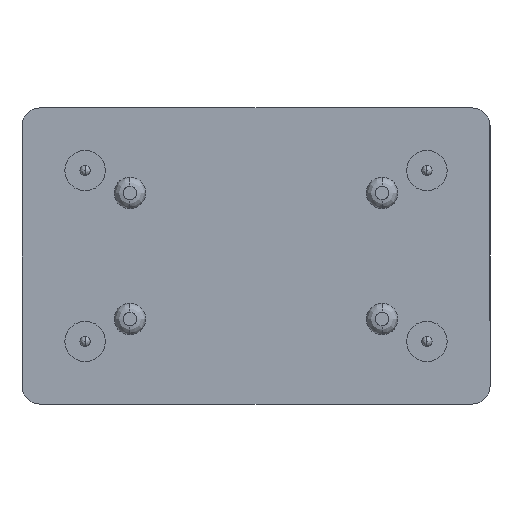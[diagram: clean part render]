
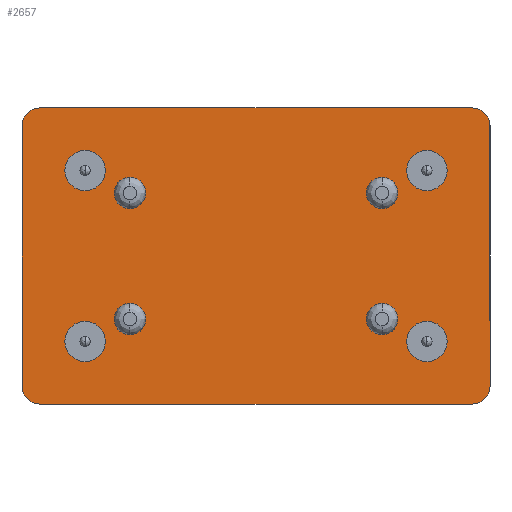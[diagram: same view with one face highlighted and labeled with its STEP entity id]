
A CAD part, front view. The second image highlights one B-rep face of the part: STEP entity #2657.
In plain terms, the highlighted planar face has unit normal (0, -1, 0).
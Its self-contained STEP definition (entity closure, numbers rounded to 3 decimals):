
#6 = EDGE_CURVE ( 'NONE', #1362, #446, #2941, .T. ) ;
#25 = ORIENTED_EDGE ( 'NONE', *, *, #291, .T. ) ;
#31 = CARTESIAN_POINT ( 'NONE',  ( 10.43, 1., -5.8 ) ) ;
#52 = CARTESIAN_POINT ( 'NONE',  ( 9.63, 1., 6.6 ) ) ;
#74 = EDGE_CURVE ( 'NONE', #464, #1974, #1931, .T. ) ;
#114 = CIRCLE ( 'NONE', #760, 0.9 ) ;
#117 = AXIS2_PLACEMENT_3D ( 'NONE', #676, #2604, #142 ) ;
#133 = DIRECTION ( 'NONE',  ( 0., 0., -1. ) ) ;
#142 = DIRECTION ( 'NONE',  ( 0., 0., -1. ) ) ;
#169 = CARTESIAN_POINT ( 'NONE',  ( -9.63, 1., 5.8 ) ) ;
#177 = CARTESIAN_POINT ( 'NONE',  ( 7.62, 1., 4.71 ) ) ;
#192 = DIRECTION ( 'NONE',  ( 0., 1., 0. ) ) ;
#198 = AXIS2_PLACEMENT_3D ( 'NONE', #431, #1574, #1865 ) ;
#236 = EDGE_LOOP ( 'NONE', ( #1004, #586 ) ) ;
#247 = CARTESIAN_POINT ( 'NONE',  ( 7.62, 1., 3.81 ) ) ;
#291 = EDGE_CURVE ( 'NONE', #1974, #464, #1547, .T. ) ;
#293 = CARTESIAN_POINT ( 'NONE',  ( 7.62, 1., 2.91 ) ) ;
#337 = EDGE_CURVE ( 'NONE', #446, #2597, #2138, .T. ) ;
#392 = AXIS2_PLACEMENT_3D ( 'NONE', #169, #2126, #443 ) ;
#414 = AXIS2_PLACEMENT_3D ( 'NONE', #3436, #2583, #970 ) ;
#420 = DIRECTION ( 'NONE',  ( 0., -1., 0. ) ) ;
#431 = CARTESIAN_POINT ( 'NONE',  ( 7.62, 1., -3.81 ) ) ;
#441 = FACE_BOUND ( 'NONE', #1381, .T. ) ;
#443 = DIRECTION ( 'NONE',  ( 0., 0., -1. ) ) ;
#446 = VERTEX_POINT ( 'NONE', #2326 ) ;
#464 = VERTEX_POINT ( 'NONE', #2336 ) ;
#479 = CARTESIAN_POINT ( 'NONE',  ( -7.62, 1., 3.81 ) ) ;
#485 = VERTEX_POINT ( 'NONE', #2617 ) ;
#498 = CARTESIAN_POINT ( 'NONE',  ( -9.63, 1., 6.6 ) ) ;
#516 = VERTEX_POINT ( 'NONE', #2681 ) ;
#529 = EDGE_CURVE ( 'NONE', #3331, #2475, #2471, .T. ) ;
#551 = CARTESIAN_POINT ( 'NONE',  ( -7.62, 1., -3.81 ) ) ;
#557 = CARTESIAN_POINT ( 'NONE',  ( 7.62, 1., 3.81 ) ) ;
#558 = EDGE_CURVE ( 'NONE', #516, #1586, #2213, .T. ) ;
#586 = ORIENTED_EDGE ( 'NONE', *, *, #2022, .T. ) ;
#625 = FACE_BOUND ( 'NONE', #2690, .T. ) ;
#676 = CARTESIAN_POINT ( 'NONE',  ( -9.63, 1., -5.8 ) ) ;
#706 = DIRECTION ( 'NONE',  ( 0., 1., 0. ) ) ;
#734 = CARTESIAN_POINT ( 'NONE',  ( -7.62, 1., -3.81 ) ) ;
#760 = AXIS2_PLACEMENT_3D ( 'NONE', #1802, #706, #133 ) ;
#836 = DIRECTION ( 'NONE',  ( 0., 0., -1. ) ) ;
#875 = ORIENTED_EDGE ( 'NONE', *, *, #3341, .F. ) ;
#896 = AXIS2_PLACEMENT_3D ( 'NONE', #557, #2492, #836 ) ;
#900 = CIRCLE ( 'NONE', #2869, 0.9 ) ;
#912 = DIRECTION ( 'NONE',  ( 1., 0., 0. ) ) ;
#936 = VERTEX_POINT ( 'NONE', #177 ) ;
#970 = DIRECTION ( 'NONE',  ( 0., 0., -1. ) ) ;
#1004 = ORIENTED_EDGE ( 'NONE', *, *, #3037, .T. ) ;
#1046 = DIRECTION ( 'NONE',  ( 0., 0., -1. ) ) ;
#1058 = VERTEX_POINT ( 'NONE', #2001 ) ;
#1102 = CIRCLE ( 'NONE', #198, 0.9 ) ;
#1254 = CARTESIAN_POINT ( 'NONE',  ( -7.62, 1., 4.71 ) ) ;
#1277 = CARTESIAN_POINT ( 'NONE',  ( -10.43, 1., 5.8 ) ) ;
#1304 = AXIS2_PLACEMENT_3D ( 'NONE', #479, #192, #2372 ) ;
#1324 = LINE ( 'NONE', #2812, #3161 ) ;
#1335 = ORIENTED_EDGE ( 'NONE', *, *, #1869, .T. ) ;
#1362 = VERTEX_POINT ( 'NONE', #52 ) ;
#1381 = EDGE_LOOP ( 'NONE', ( #25, #2317 ) ) ;
#1407 = VERTEX_POINT ( 'NONE', #1511 ) ;
#1416 = VECTOR ( 'NONE', #3182, 1000. ) ;
#1511 = CARTESIAN_POINT ( 'NONE',  ( -10.43, 1., -5.8 ) ) ;
#1531 = CIRCLE ( 'NONE', #896, 0.9 ) ;
#1547 = CIRCLE ( 'NONE', #2260, 0.9 ) ;
#1574 = DIRECTION ( 'NONE',  ( 0., 1., 0. ) ) ;
#1586 = VERTEX_POINT ( 'NONE', #498 ) ;
#1627 = EDGE_CURVE ( 'NONE', #2597, #2557, #2713, .T. ) ;
#1630 = DIRECTION ( 'NONE',  ( 0., 0., -1. ) ) ;
#1670 = DIRECTION ( 'NONE',  ( 0., 0., -1. ) ) ;
#1702 = EDGE_LOOP ( 'NONE', ( #1813, #1863 ) ) ;
#1711 = LINE ( 'NONE', #2169, #2988 ) ;
#1725 = AXIS2_PLACEMENT_3D ( 'NONE', #247, #1881, #1046 ) ;
#1726 = FACE_BOUND ( 'NONE', #1702, .T. ) ;
#1802 = CARTESIAN_POINT ( 'NONE',  ( 7.62, 1., -3.81 ) ) ;
#1813 = ORIENTED_EDGE ( 'NONE', *, *, #2513, .T. ) ;
#1858 = FACE_BOUND ( 'NONE', #236, .T. ) ;
#1862 = AXIS2_PLACEMENT_3D ( 'NONE', #734, #2632, #2373 ) ;
#1863 = ORIENTED_EDGE ( 'NONE', *, *, #529, .T. ) ;
#1865 = DIRECTION ( 'NONE',  ( 0., 0., -1. ) ) ;
#1869 = EDGE_CURVE ( 'NONE', #485, #1058, #114, .T. ) ;
#1881 = DIRECTION ( 'NONE',  ( 0., 1., 0. ) ) ;
#1884 = DIRECTION ( 'NONE',  ( 0., 1., 0. ) ) ;
#1896 = CIRCLE ( 'NONE', #1725, 0.9 ) ;
#1903 = ORIENTED_EDGE ( 'NONE', *, *, #3418, .T. ) ;
#1911 = CARTESIAN_POINT ( 'NONE',  ( 9.63, 1., -6.6 ) ) ;
#1931 = CIRCLE ( 'NONE', #1862, 0.9 ) ;
#1974 = VERTEX_POINT ( 'NONE', #3567 ) ;
#1978 = DIRECTION ( 'NONE',  ( 0., 0., -1. ) ) ;
#1986 = ORIENTED_EDGE ( 'NONE', *, *, #6, .F. ) ;
#1997 = AXIS2_PLACEMENT_3D ( 'NONE', #2234, #2253, #2501 ) ;
#2001 = CARTESIAN_POINT ( 'NONE',  ( 7.62, 1., -4.71 ) ) ;
#2022 = EDGE_CURVE ( 'NONE', #936, #3159, #1531, .T. ) ;
#2068 = LINE ( 'NONE', #1277, #1416 ) ;
#2115 = ORIENTED_EDGE ( 'NONE', *, *, #3229, .F. ) ;
#2126 = DIRECTION ( 'NONE',  ( 0., 1., 0. ) ) ;
#2138 = LINE ( 'NONE', #31, #2383 ) ;
#2154 = EDGE_CURVE ( 'NONE', #1407, #2430, #2963, .T. ) ;
#2161 = CARTESIAN_POINT ( 'NONE',  ( -7.62, 1., 3.81 ) ) ;
#2169 = CARTESIAN_POINT ( 'NONE',  ( -9.63, 1., -6.6 ) ) ;
#2183 = ORIENTED_EDGE ( 'NONE', *, *, #2154, .T. ) ;
#2213 = CIRCLE ( 'NONE', #392, 0.8 ) ;
#2223 = DIRECTION ( 'NONE',  ( 0., 1., 0. ) ) ;
#2234 = CARTESIAN_POINT ( 'NONE',  ( 9.63, 1., -5.8 ) ) ;
#2253 = DIRECTION ( 'NONE',  ( 0., 1., 0. ) ) ;
#2260 = AXIS2_PLACEMENT_3D ( 'NONE', #551, #2223, #1670 ) ;
#2317 = ORIENTED_EDGE ( 'NONE', *, *, #74, .T. ) ;
#2326 = CARTESIAN_POINT ( 'NONE',  ( 10.43, 1., 5.8 ) ) ;
#2336 = CARTESIAN_POINT ( 'NONE',  ( -7.62, 1., -2.91 ) ) ;
#2350 = ORIENTED_EDGE ( 'NONE', *, *, #3478, .F. ) ;
#2369 = CARTESIAN_POINT ( 'NONE',  ( -9.63, 1., -6.6 ) ) ;
#2372 = DIRECTION ( 'NONE',  ( 0., 0., -1. ) ) ;
#2373 = DIRECTION ( 'NONE',  ( 0., 0., -1. ) ) ;
#2383 = VECTOR ( 'NONE', #1978, 1000. ) ;
#2399 = ORIENTED_EDGE ( 'NONE', *, *, #337, .F. ) ;
#2418 = DIRECTION ( 'NONE',  ( -1., 0., 0. ) ) ;
#2430 = VERTEX_POINT ( 'NONE', #2369 ) ;
#2471 = CIRCLE ( 'NONE', #1304, 0.9 ) ;
#2475 = VERTEX_POINT ( 'NONE', #2615 ) ;
#2492 = DIRECTION ( 'NONE',  ( 0., 1., 0. ) ) ;
#2501 = DIRECTION ( 'NONE',  ( 0., 0., -1. ) ) ;
#2513 = EDGE_CURVE ( 'NONE', #2475, #3331, #900, .T. ) ;
#2557 = VERTEX_POINT ( 'NONE', #1911 ) ;
#2583 = DIRECTION ( 'NONE',  ( 0., 1., 0. ) ) ;
#2592 = PLANE ( 'NONE',  #3521 ) ;
#2597 = VERTEX_POINT ( 'NONE', #2822 ) ;
#2604 = DIRECTION ( 'NONE',  ( 0., -1., 0. ) ) ;
#2615 = CARTESIAN_POINT ( 'NONE',  ( -7.62, 1., 2.91 ) ) ;
#2617 = CARTESIAN_POINT ( 'NONE',  ( 7.62, 1., -2.91 ) ) ;
#2632 = DIRECTION ( 'NONE',  ( 0., 1., 0. ) ) ;
#2657 = ADVANCED_FACE ( 'NONE', ( #3510, #1726, #625, #1858, #441 ), #2592, .T. ) ;
#2659 = CARTESIAN_POINT ( 'NONE',  ( -9.63, 1., -5.8 ) ) ;
#2681 = CARTESIAN_POINT ( 'NONE',  ( -10.43, 1., 5.8 ) ) ;
#2690 = EDGE_LOOP ( 'NONE', ( #1903, #1335 ) ) ;
#2713 = CIRCLE ( 'NONE', #1997, 0.8 ) ;
#2812 = CARTESIAN_POINT ( 'NONE',  ( 9.63, 1., 6.6 ) ) ;
#2822 = CARTESIAN_POINT ( 'NONE',  ( 10.43, 1., -5.8 ) ) ;
#2868 = EDGE_LOOP ( 'NONE', ( #3491, #875, #2183, #2350, #3465, #2399, #1986, #2115 ) ) ;
#2869 = AXIS2_PLACEMENT_3D ( 'NONE', #2161, #1884, #1630 ) ;
#2941 = CIRCLE ( 'NONE', #414, 0.8 ) ;
#2963 = CIRCLE ( 'NONE', #117, 0.8 ) ;
#2988 = VECTOR ( 'NONE', #2418, 1000. ) ;
#3037 = EDGE_CURVE ( 'NONE', #3159, #936, #1896, .T. ) ;
#3159 = VERTEX_POINT ( 'NONE', #293 ) ;
#3161 = VECTOR ( 'NONE', #912, 1000. ) ;
#3182 = DIRECTION ( 'NONE',  ( 0., 0., 1. ) ) ;
#3209 = DIRECTION ( 'NONE',  ( 0., 0., -1. ) ) ;
#3229 = EDGE_CURVE ( 'NONE', #1586, #1362, #1324, .T. ) ;
#3331 = VERTEX_POINT ( 'NONE', #1254 ) ;
#3341 = EDGE_CURVE ( 'NONE', #1407, #516, #2068, .T. ) ;
#3418 = EDGE_CURVE ( 'NONE', #1058, #485, #1102, .T. ) ;
#3436 = CARTESIAN_POINT ( 'NONE',  ( 9.63, 1., 5.8 ) ) ;
#3465 = ORIENTED_EDGE ( 'NONE', *, *, #1627, .F. ) ;
#3478 = EDGE_CURVE ( 'NONE', #2557, #2430, #1711, .T. ) ;
#3491 = ORIENTED_EDGE ( 'NONE', *, *, #558, .F. ) ;
#3510 = FACE_OUTER_BOUND ( 'NONE', #2868, .T. ) ;
#3521 = AXIS2_PLACEMENT_3D ( 'NONE', #2659, #420, #3209 ) ;
#3567 = CARTESIAN_POINT ( 'NONE',  ( -7.62, 1., -4.71 ) ) ;
